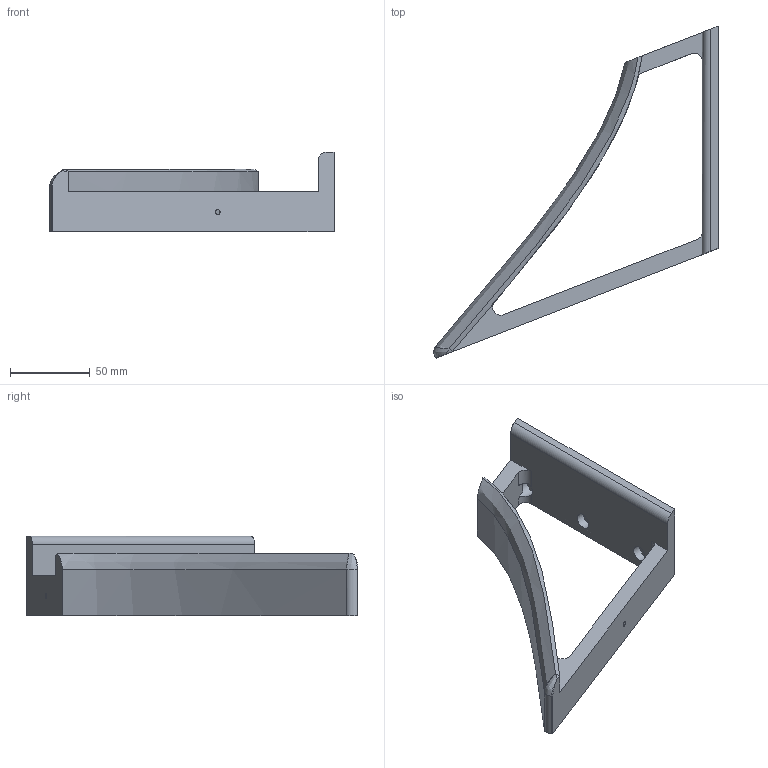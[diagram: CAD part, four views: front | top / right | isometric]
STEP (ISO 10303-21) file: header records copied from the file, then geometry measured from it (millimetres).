
FILE_DESCRIPTION(/* description */ ('STEP AP242','CAx-IF Rec.Pracs.---Representation and Presentation of Product Manufacturing Information (PMI)---4.0---2014-10-13','CAx-IF Rec.Pracs.---3D Tessellated Geometry---0.4---2014-09-14','2;1'),/* implementation_level */ '2;1');
FILE_NAME(/* name */ 'Warlock - Wing - Warlock - Left Middle',/* time_stamp */ '2025-01-15T03:55:52Z',/* author */ (''),/* organization */ (''),/* preprocessor_version */ 'ST-DEVELOPER v20',/* originating_system */ 'ONSHAPE BY PTC INC, 1.192',/* authorisation */ ' ');
FILE_SCHEMA (('AP242_MANAGED_MODEL_BASED_3D_ENGINEERING_MIM_LF { 1 0 10303 442 1 1 4 }'));
Length unit declared in the file: metre
Products named in the file (1): Wing - Warlock - Left Middle
Bounding box: 178.66 x 208.17 x 50 mm (x, y, z)
Volume: 201725.3 mm3; surface area: 52110.8 mm2
Topology: 1 solids, 1 shells, 37 faces, 104 edges, 70 vertices
Faces by surface type: plane 14, cylinder 14, bspline 9
Full cylindrical faces by diameter (mm): 5.5 x3, 10 x3
Entity records: 1588 total; most frequent: CARTESIAN_POINT 707, ORIENTED_EDGE 180, DIRECTION 150, EDGE_CURVE 90, VERTEX_POINT 64, EDGE_LOOP 58, FACE_BOUND 58, AXIS2_PLACEMENT_3D 56
